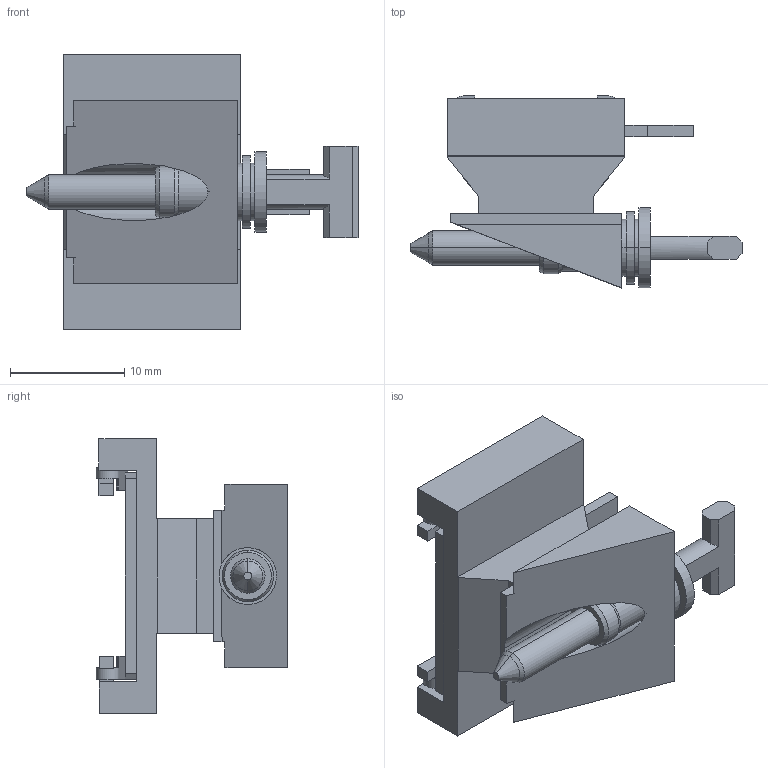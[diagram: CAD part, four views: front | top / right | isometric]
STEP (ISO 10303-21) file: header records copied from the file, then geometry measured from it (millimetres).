
FILE_DESCRIPTION(/* description */ (''),/* implementation_level */ '2;1');
FILE_NAME(/* name */ 'STM Mares sample holder.stp',/* time_stamp */ '2018-02-14T10:25:42+01:00',/* author */ (''),/* organization */ (''),/* preprocessor_version */ 'ST-DEVELOPER v16',/* originating_system */ 'SIEMENS PLM Software NX 10.0',/* authorisation */ '');
FILE_SCHEMA (('AUTOMOTIVE_DESIGN { 1 0 10303 214 3 1 1 1 }'));
Length unit declared in the file: millimetre
Products named in the file (8): DA8157_1; XWAB30_1; DA8152_1; 6299024_1; 6299045_1; 6299016_11512; XWAT30_1; STM Mares sample holder
Assembly tree (9 placements, depth 2):
  STM Mares sample holder
    XWAT30_1  x2
    6299016_11512
    6299045_1  x2
    6299024_1
    DA8152_1
    XWAB30_1
    DA8157_1
Bounding box: 29 x 16.76 x 24 mm (x, y, z)
Volume: 2781.1 mm3; surface area: 3706.9 mm2
Topology: 8 solids, 15 shells, 193 faces, 501 edges, 333 vertices
Faces by surface type: plane 119, cylinder 68, cone 6
Entity records: 5306 total; most frequent: DIRECTION 899, CARTESIAN_POINT 881, ORIENTED_EDGE 822, EDGE_CURVE 425, AXIS2_PLACEMENT_3D 301, LINE 297, VECTOR 297, VERTEX_POINT 282
